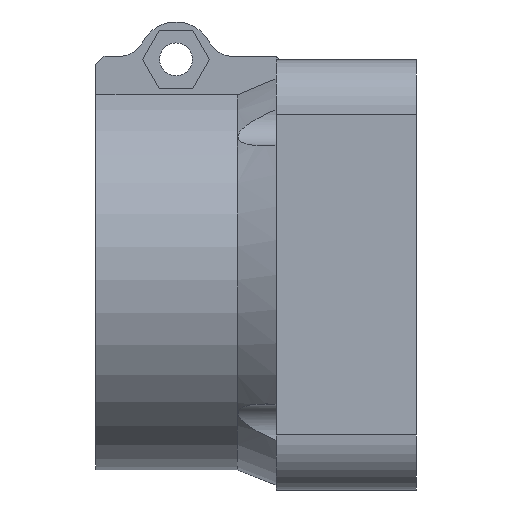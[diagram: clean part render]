
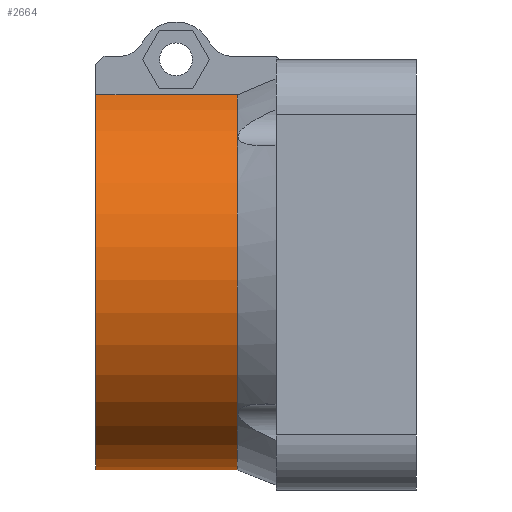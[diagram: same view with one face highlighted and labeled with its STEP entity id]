
A CAD part, left-side view. The second image highlights one B-rep face of the part: STEP entity #2664.
In plain terms, the highlighted cylindrical face has radius 19.5 mm (diameter 39 mm), a partial arc.
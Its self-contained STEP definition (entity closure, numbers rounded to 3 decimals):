
#144=CYLINDRICAL_SURFACE('',#2913,19.5);
#193=CIRCLE('',#2733,19.5);
#261=CIRCLE('',#2907,19.5);
#414=FACE_OUTER_BOUND('',#566,.T.);
#566=EDGE_LOOP('',(#2249,#2250,#2251,#2252));
#774=LINE('',#5121,#979);
#776=LINE('',#5286,#981);
#979=VECTOR('',#3526,10.);
#981=VECTOR('',#3544,10.);
#1049=VERTEX_POINT('',#3811);
#1050=VERTEX_POINT('',#3813);
#1217=VERTEX_POINT('',#5120);
#1219=VERTEX_POINT('',#5128);
#1311=EDGE_CURVE('',#1049,#1050,#193,.T.);
#1576=EDGE_CURVE('',#1217,#1050,#774,.T.);
#1579=EDGE_CURVE('',#1219,#1217,#261,.T.);
#1600=EDGE_CURVE('',#1049,#1219,#776,.T.);
#2249=ORIENTED_EDGE('',*,*,#1576,.T.);
#2250=ORIENTED_EDGE('',*,*,#1311,.F.);
#2251=ORIENTED_EDGE('',*,*,#1600,.T.);
#2252=ORIENTED_EDGE('',*,*,#1579,.T.);
#2664=ADVANCED_FACE('',(#414),#144,.T.);
#2733=AXIS2_PLACEMENT_3D('',#3814,#3039,#3040);
#2907=AXIS2_PLACEMENT_3D('',#5129,#3530,#3531);
#2913=AXIS2_PLACEMENT_3D('',#5285,#3542,#3543);
#3039=DIRECTION('center_axis',(0.,1.,0.));
#3040=DIRECTION('ref_axis',(1.,0.,0.));
#3526=DIRECTION('',(0.,1.,0.));
#3530=DIRECTION('center_axis',(0.,1.,0.));
#3531=DIRECTION('ref_axis',(1.,0.,0.));
#3542=DIRECTION('center_axis',(0.,1.,0.));
#3543=DIRECTION('ref_axis',(0.,0.,-1.));
#3544=DIRECTION('',(0.,-1.,0.));
#3811=CARTESIAN_POINT('',(6.604,75.759,-19.368));
#3813=CARTESIAN_POINT('',(-8.396,75.759,-19.368));
#3814=CARTESIAN_POINT('Origin',(-0.896,75.759,-37.368));
#5120=CARTESIAN_POINT('',(-8.396,61.63,-19.368));
#5121=CARTESIAN_POINT('',(-8.396,68.694,-19.368));
#5128=CARTESIAN_POINT('',(6.604,61.63,-19.368));
#5129=CARTESIAN_POINT('Origin',(-0.896,61.63,-37.368));
#5285=CARTESIAN_POINT('Origin',(-0.896,68.694,-37.368));
#5286=CARTESIAN_POINT('',(6.604,68.694,-19.368));
